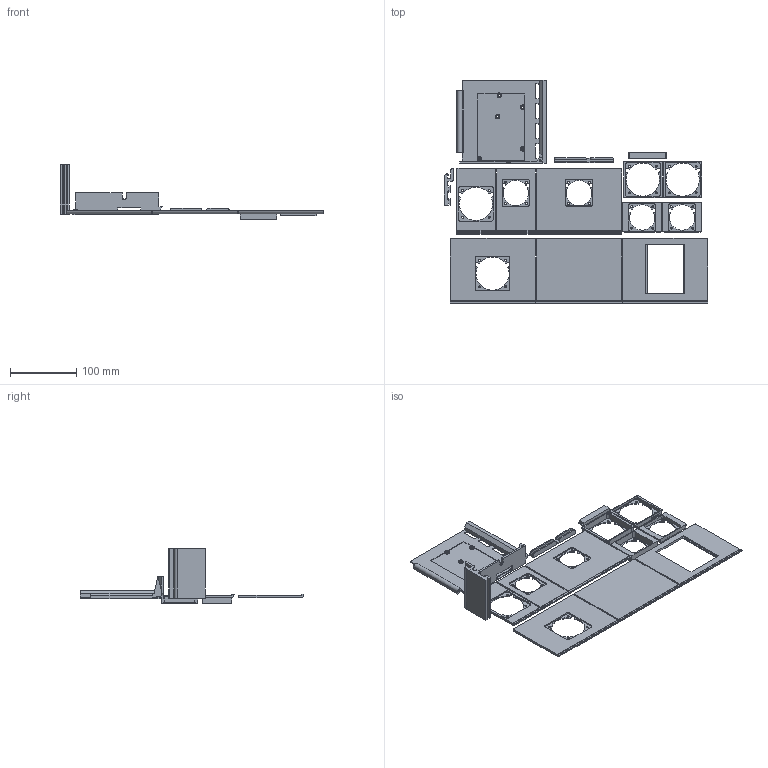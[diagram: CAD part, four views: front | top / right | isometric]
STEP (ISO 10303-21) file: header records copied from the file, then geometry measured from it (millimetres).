
FILE_DESCRIPTION(/* description */ (''),/* implementation_level */ '2;1');
FILE_NAME(/* name */ 'cover_with_hinge.step',/* time_stamp */ '2020-01-20T20:24:10-05:00',/* author */ (''),/* organization */ (''),/* preprocessor_version */ 'ST-DEVELOPER v18',/* originating_system */ 'Autodesk Translation Framework v8.12.0.6',/* authorisation */ '');
FILE_SCHEMA (('AUTOMOTIVE_DESIGN { 1 0 10303 214 3 1 1 }'));
Length unit declared in the file: millimetre
Products named in the file (1): cover_with_hinge
Bounding box: 397 x 336.58 x 81.7 mm (x, y, z)
Volume: 277908.9 mm3; surface area: 203895.1 mm2
Topology: 14 solids, 14 shells, 587 faces, 1687 edges, 1127 vertices
Faces by surface type: plane 298, cylinder 261, torus 18, cone 10
Full cylindrical faces by diameter (mm): 3 x38, 3.1 x1, 7 x4
Entity records: 19641 total; most frequent: DIRECTION 3452, CARTESIAN_POINT 3404, ORIENTED_EDGE 3374, EDGE_CURVE 1687, AXIS2_PLACEMENT_3D 1178, VERTEX_POINT 1127, LINE 1096, VECTOR 1096
